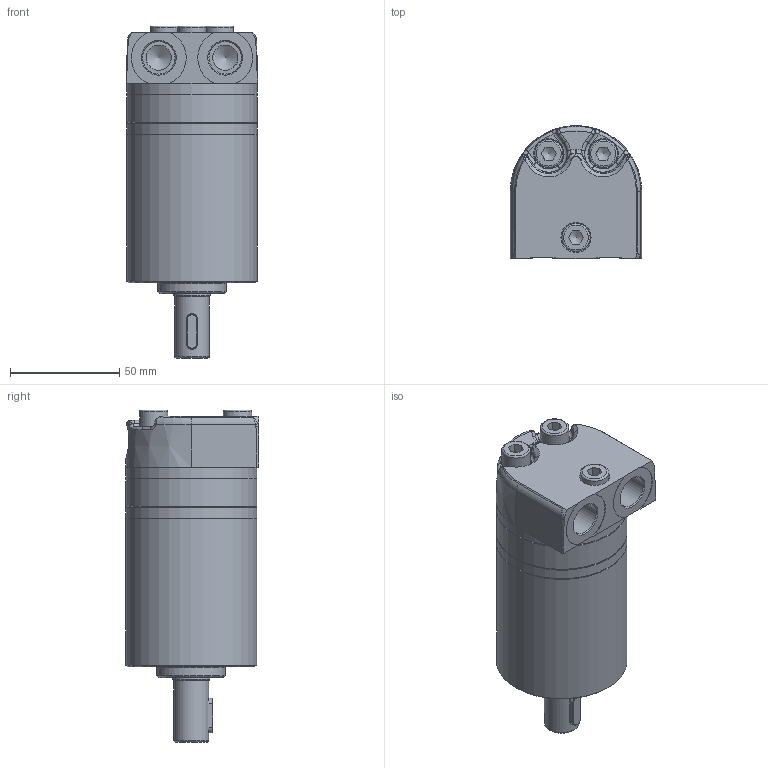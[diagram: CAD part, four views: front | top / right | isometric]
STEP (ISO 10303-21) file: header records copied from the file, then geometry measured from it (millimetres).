
FILE_DESCRIPTION(/* description */ (''),/* implementation_level */ '2;1');
FILE_NAME(/* name */ '18_151G0006_3_12-04-30.stp',/* time_stamp */ '2012-04-30T09:32:43+02:00',/* author */ (''),/* organization */ (''),/* preprocessor_version */ 'ST-DEVELOPER v11',/* originating_system */ 'UGS - NX 5.0',/* authorisation */ '');
FILE_SCHEMA (('CONFIG_CONTROL_DESIGN'));
Length unit declared in the file: millimetre
Products named in the file (1): MFPe47A6a5qr
Bounding box: 60.29 x 61 x 152.25 mm (x, y, z)
Volume: 278659.3 mm3; surface area: 87175.6 mm2
Topology: 10 solids, 13 shells, 676 faces, 1715 edges, 1069 vertices
Faces by surface type: cylinder 247, plane 170, bspline 96, cone 76, torus 70, extrusion 16, sphere 1
Full cylindrical faces by diameter (mm): 2.5 x2, 3 x1, 3.45 x3, 4.2 x1, 5 x1, 5.188 x4, 5.5 x5, 6.4 x1, 6.985 x3, 7 x2, 8 x3, 8.3 x10, 8.4 x5, 8.7 x1, 11.6 x2, 13 x3, 13.8 x3, 14.95 x2, 16 x3, 16.3 x1, 16.6 x1, 16.975 x1, 17.165 x1, 17.8 x2, 18.8 x1, 20 x2, 22.29 x1, 23.5 x1, 23.65 x1, 28.05 x1
Entity records: 22697 total; most frequent: CARTESIAN_POINT 8348, DIRECTION 2841, ORIENTED_EDGE 2790, EDGE_CURVE 1395, AXIS2_PLACEMENT_3D 1214, VERTEX_POINT 975, EDGE_LOOP 947, ADVANCED_FACE 676
